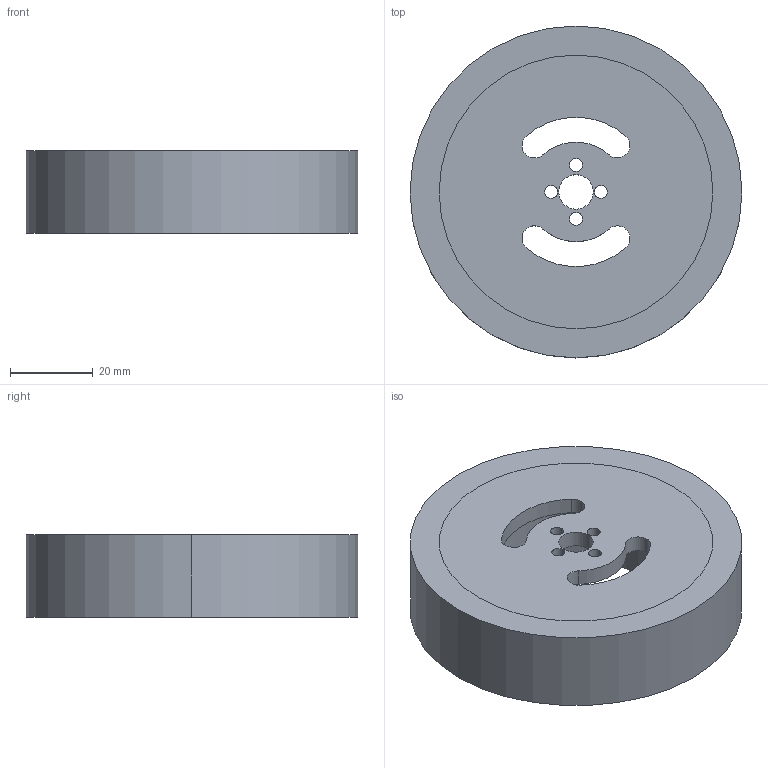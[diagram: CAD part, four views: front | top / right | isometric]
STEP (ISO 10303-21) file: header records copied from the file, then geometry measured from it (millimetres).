
FILE_DESCRIPTION (( 'STEP AP203' ), '1' );
FILE_NAME ('眻噤80藻笠謫.STEP', '2022-07-06T17:42:52', ( '' ), ( '' ), 'SwSTEP 2.0', 'SolidWorks 2021', '' );
FILE_SCHEMA (( 'CONFIG_CONTROL_DESIGN' ));
Length unit declared in the file: millimetre
Products named in the file (3): 眻噤80藻笠謫_謫郋; 眻噤80藻笠謫_蝶謫; 眻噤80藻笠謫
Assembly tree (2 placements, depth 2):
  眻噤80藻笠謫
    眻噤80藻笠謫_蝶謫
    眻噤80藻笠謫_謫郋
Bounding box: 80 x 80 x 20 mm (x, y, z)
Volume: 76749.7 mm3; surface area: 25438.7 mm2
Topology: 2 solids, 2 shells, 33 faces, 84 edges, 56 vertices
Faces by surface type: cylinder 28, plane 5
Entity records: 1371 total; most frequent: DIRECTION 216, CARTESIAN_POINT 178, ORIENTED_EDGE 168, AXIS2_PLACEMENT_3D 94, EDGE_CURVE 84, CIRCLE 56, VERTEX_POINT 56, EDGE_LOOP 50
